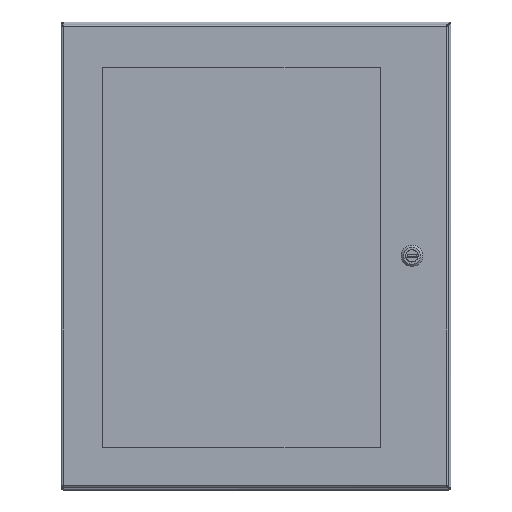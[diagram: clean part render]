
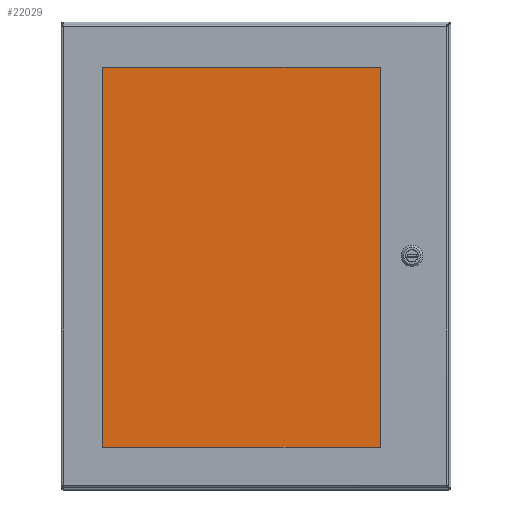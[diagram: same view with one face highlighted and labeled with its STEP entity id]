
A CAD part, top view. The second image highlights one B-rep face of the part: STEP entity #22029.
In plain terms, the highlighted planar face has unit normal (0, 0, 1).
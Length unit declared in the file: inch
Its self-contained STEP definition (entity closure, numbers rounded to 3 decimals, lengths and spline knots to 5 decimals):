
#21887=CARTESIAN_POINT('',(0.0,0.0,0.25));
#21888=VERTEX_POINT('',#21887);
#21889=CARTESIAN_POINT('',(0.,20.5,0.25));
#21890=VERTEX_POINT('',#21889);
#21891=CARTESIAN_POINT('',(0.,0.0,0.25));
#21892=DIRECTION('',(0.0,1.0,0.0));
#21893=VECTOR('',#21892,20.5);
#21894=LINE('',#21891,#21893);
#21895=EDGE_CURVE('',#21888,#21890,#21894,.T.);
#21927=CARTESIAN_POINT('',(15.25,20.5,0.25));
#21928=VERTEX_POINT('',#21927);
#21929=CARTESIAN_POINT('',(0.,20.5,0.25));
#21930=DIRECTION('',(1.0,0.0,0.0));
#21931=VECTOR('',#21930,15.25);
#21932=LINE('',#21929,#21931);
#21933=EDGE_CURVE('',#21890,#21928,#21932,.T.);
#21958=CARTESIAN_POINT('',(15.25,0.,0.25));
#21959=VERTEX_POINT('',#21958);
#21960=CARTESIAN_POINT('',(15.25,20.5,0.25));
#21961=DIRECTION('',(0.0,-1.0,0.0));
#21962=VECTOR('',#21961,20.5);
#21963=LINE('',#21960,#21962);
#21964=EDGE_CURVE('',#21928,#21959,#21963,.T.);
#21989=CARTESIAN_POINT('',(15.25,0.,0.25));
#21990=DIRECTION('',(-1.0,0.0,0.0));
#21991=VECTOR('',#21990,15.25);
#21992=LINE('',#21989,#21991);
#21993=EDGE_CURVE('',#21959,#21888,#21992,.T.);
#22018=CARTESIAN_POINT('',(7.625,10.25,0.25));
#22019=DIRECTION('',(0.0,0.0,1.0));
#22020=DIRECTION('',(1.0,0.0,0.0));
#22021=AXIS2_PLACEMENT_3D('',#22018,#22019,#22020);
#22022=PLANE('',#22021);
#22023=ORIENTED_EDGE('',*,*,#21895,.F.);
#22024=ORIENTED_EDGE('',*,*,#21993,.F.);
#22025=ORIENTED_EDGE('',*,*,#21964,.F.);
#22026=ORIENTED_EDGE('',*,*,#21933,.F.);
#22027=EDGE_LOOP('',(#22023,#22024,#22025,#22026));
#22028=FACE_OUTER_BOUND('',#22027,.T.);
#22029=ADVANCED_FACE('',(#22028),#22022,.T.);
